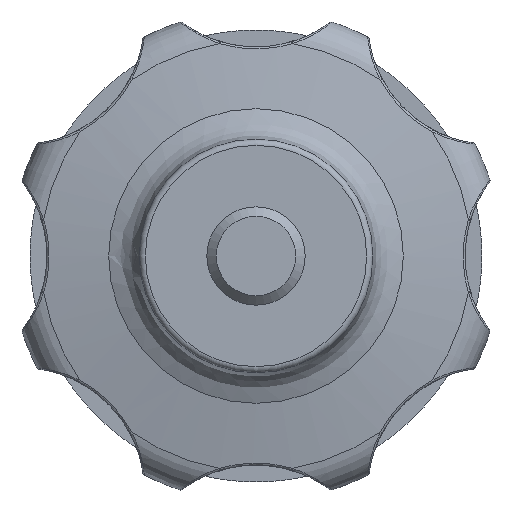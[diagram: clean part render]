
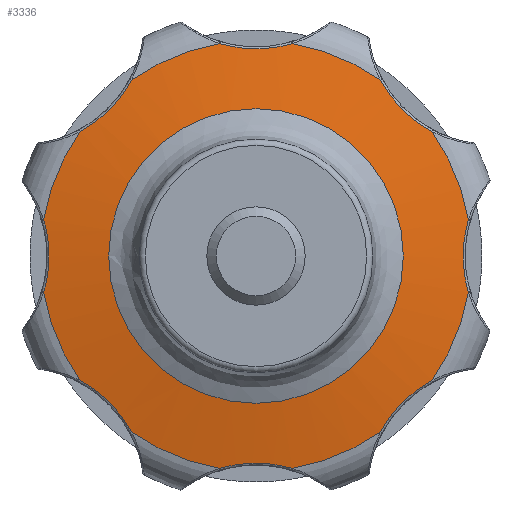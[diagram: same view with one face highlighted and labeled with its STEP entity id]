
A CAD part, front view. The second image highlights one B-rep face of the part: STEP entity #3336.
In plain terms, the highlighted conical face has half-angle 80 degrees and reference radius 14.75 mm.
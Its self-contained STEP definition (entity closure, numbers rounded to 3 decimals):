
#211=CARTESIAN_POINT('',(-10.122,11.414,14.301));
#212=VERTEX_POINT('',#211);
#265=CARTESIAN_POINT('',(-14.301,11.414,10.122));
#266=VERTEX_POINT('',#265);
#274=CARTESIAN_POINT('',(-14.301,11.414,10.122));
#275=CARTESIAN_POINT('',(-12.552,11.258,11.062));
#276=CARTESIAN_POINT('',(-11.062,11.258,12.552));
#277=CARTESIAN_POINT('',(-10.122,11.414,14.301));
#278=B_SPLINE_CURVE_WITH_KNOTS('',3,(#274,#275,#276,#277),.UNSPECIFIED.,.F.,.U.,(4,4),(-0.597,0.),.UNSPECIFIED.);
#279=EDGE_CURVE('',#266,#212,#278,.T.);
#926=CARTESIAN_POINT('',(-17.27,11.414,2.955));
#927=VERTEX_POINT('',#926);
#980=CARTESIAN_POINT('',(-17.27,11.414,-2.955));
#981=VERTEX_POINT('',#980);
#989=CARTESIAN_POINT('',(-17.27,11.414,-2.955));
#990=CARTESIAN_POINT('',(-16.697,11.258,-1.053));
#991=CARTESIAN_POINT('',(-16.697,11.258,1.053));
#992=CARTESIAN_POINT('',(-17.27,11.414,2.955));
#993=B_SPLINE_CURVE_WITH_KNOTS('',3,(#989,#990,#991,#992),.UNSPECIFIED.,.F.,.U.,(4,4),(-0.597,0.0),.UNSPECIFIED.);
#994=EDGE_CURVE('',#981,#927,#993,.T.);
#1326=CARTESIAN_POINT('',(-14.301,11.414,-10.122));
#1327=VERTEX_POINT('',#1326);
#1382=CARTESIAN_POINT('',(-10.122,11.414,-14.301));
#1383=VERTEX_POINT('',#1382);
#1391=CARTESIAN_POINT('',(-10.122,11.414,-14.301));
#1392=CARTESIAN_POINT('',(-11.062,11.258,-12.552));
#1393=CARTESIAN_POINT('',(-12.552,11.258,-11.062));
#1394=CARTESIAN_POINT('',(-14.301,11.414,-10.122));
#1395=B_SPLINE_CURVE_WITH_KNOTS('',3,(#1391,#1392,#1393,#1394),.UNSPECIFIED.,.F.,.U.,(4,4),(-0.597,0.),.UNSPECIFIED.);
#1396=EDGE_CURVE('',#1383,#1327,#1395,.T.);
#1724=CARTESIAN_POINT('',(-2.955,11.414,-17.27));
#1725=VERTEX_POINT('',#1724);
#1780=CARTESIAN_POINT('',(2.955,11.414,-17.27));
#1781=VERTEX_POINT('',#1780);
#1789=CARTESIAN_POINT('',(2.955,11.414,-17.27));
#1790=CARTESIAN_POINT('',(1.053,11.258,-16.697));
#1791=CARTESIAN_POINT('',(-1.053,11.258,-16.697));
#1792=CARTESIAN_POINT('',(-2.955,11.414,-17.27));
#1793=B_SPLINE_CURVE_WITH_KNOTS('',3,(#1789,#1790,#1791,#1792),.UNSPECIFIED.,.F.,.U.,(4,4),(-0.597,0.0),.UNSPECIFIED.);
#1794=EDGE_CURVE('',#1781,#1725,#1793,.T.);
#2115=CARTESIAN_POINT('',(10.122,11.414,-14.301));
#2116=VERTEX_POINT('',#2115);
#2171=CARTESIAN_POINT('',(14.301,11.414,-10.122));
#2172=VERTEX_POINT('',#2171);
#2180=CARTESIAN_POINT('',(14.301,11.414,-10.122));
#2181=CARTESIAN_POINT('',(12.552,11.258,-11.062));
#2182=CARTESIAN_POINT('',(11.062,11.258,-12.552));
#2183=CARTESIAN_POINT('',(10.122,11.414,-14.301));
#2184=B_SPLINE_CURVE_WITH_KNOTS('',3,(#2180,#2181,#2182,#2183),.UNSPECIFIED.,.F.,.U.,(4,4),(-0.597,0.),.UNSPECIFIED.);
#2185=EDGE_CURVE('',#2172,#2116,#2184,.T.);
#2510=CARTESIAN_POINT('',(17.27,11.414,-2.955));
#2511=VERTEX_POINT('',#2510);
#2566=CARTESIAN_POINT('',(17.27,11.414,2.955));
#2567=VERTEX_POINT('',#2566);
#2575=CARTESIAN_POINT('',(17.27,11.414,2.955));
#2576=CARTESIAN_POINT('',(16.697,11.258,1.053));
#2577=CARTESIAN_POINT('',(16.697,11.258,-1.053));
#2578=CARTESIAN_POINT('',(17.27,11.414,-2.955));
#2579=B_SPLINE_CURVE_WITH_KNOTS('',3,(#2575,#2576,#2577,#2578),.UNSPECIFIED.,.F.,.U.,(4,4),(-0.597,0.0),.UNSPECIFIED.);
#2580=EDGE_CURVE('',#2567,#2511,#2579,.T.);
#2901=CARTESIAN_POINT('',(14.301,11.414,10.122));
#2902=VERTEX_POINT('',#2901);
#2957=CARTESIAN_POINT('',(10.122,11.414,14.301));
#2958=VERTEX_POINT('',#2957);
#2966=CARTESIAN_POINT('',(10.122,11.414,14.301));
#2967=CARTESIAN_POINT('',(11.062,11.258,12.552));
#2968=CARTESIAN_POINT('',(12.552,11.258,11.062));
#2969=CARTESIAN_POINT('',(14.301,11.414,10.122));
#2970=B_SPLINE_CURVE_WITH_KNOTS('',3,(#2966,#2967,#2968,#2969),.UNSPECIFIED.,.F.,.U.,(4,4),(-0.597,0.),.UNSPECIFIED.);
#2971=EDGE_CURVE('',#2958,#2902,#2970,.T.);
#3244=CARTESIAN_POINT('',(0.0,10.926,0.0));
#3245=DIRECTION('',(0.0,1.0,0.0));
#3246=DIRECTION('',(-1.0,0.0,0.0));
#3247=AXIS2_PLACEMENT_3D('',#3244,#3245,#3246);
#3248=CONICAL_SURFACE('',#3247,14.75,80.);
#3249=ORIENTED_EDGE('',*,*,#279,.F.);
#3250=CARTESIAN_POINT('',(0.0,11.414,0.));
#3251=DIRECTION('',(0.0,1.0,0.0));
#3252=DIRECTION('',(1.0,0.0,0.0));
#3253=AXIS2_PLACEMENT_3D('',#3250,#3251,#3252);
#3254=CIRCLE('',#3253,17.521);
#3255=EDGE_CURVE('',#927,#266,#3254,.T.);
#3256=ORIENTED_EDGE('',*,*,#3255,.F.);
#3257=ORIENTED_EDGE('',*,*,#994,.F.);
#3258=CARTESIAN_POINT('',(0.0,11.414,0.));
#3259=DIRECTION('',(0.0,1.0,0.0));
#3260=DIRECTION('',(1.0,0.0,0.0));
#3261=AXIS2_PLACEMENT_3D('',#3258,#3259,#3260);
#3262=CIRCLE('',#3261,17.521);
#3263=EDGE_CURVE('',#1327,#981,#3262,.T.);
#3264=ORIENTED_EDGE('',*,*,#3263,.F.);
#3265=ORIENTED_EDGE('',*,*,#1396,.F.);
#3266=CARTESIAN_POINT('',(0.0,11.414,0.));
#3267=DIRECTION('',(0.0,1.0,0.0));
#3268=DIRECTION('',(1.0,0.0,0.0));
#3269=AXIS2_PLACEMENT_3D('',#3266,#3267,#3268);
#3270=CIRCLE('',#3269,17.521);
#3271=EDGE_CURVE('',#1725,#1383,#3270,.T.);
#3272=ORIENTED_EDGE('',*,*,#3271,.F.);
#3273=ORIENTED_EDGE('',*,*,#1794,.F.);
#3274=CARTESIAN_POINT('',(0.0,11.414,0.));
#3275=DIRECTION('',(0.0,1.0,0.0));
#3276=DIRECTION('',(1.0,0.0,0.0));
#3277=AXIS2_PLACEMENT_3D('',#3274,#3275,#3276);
#3278=CIRCLE('',#3277,17.521);
#3279=EDGE_CURVE('',#2116,#1781,#3278,.T.);
#3280=ORIENTED_EDGE('',*,*,#3279,.F.);
#3281=ORIENTED_EDGE('',*,*,#2185,.F.);
#3282=CARTESIAN_POINT('',(0.0,11.414,0.));
#3283=DIRECTION('',(0.0,1.0,0.0));
#3284=DIRECTION('',(1.0,0.0,0.0));
#3285=AXIS2_PLACEMENT_3D('',#3282,#3283,#3284);
#3286=CIRCLE('',#3285,17.521);
#3287=EDGE_CURVE('',#2511,#2172,#3286,.T.);
#3288=ORIENTED_EDGE('',*,*,#3287,.F.);
#3289=ORIENTED_EDGE('',*,*,#2580,.F.);
#3290=CARTESIAN_POINT('',(0.0,11.414,0.));
#3291=DIRECTION('',(0.0,1.0,0.0));
#3292=DIRECTION('',(1.0,0.0,0.0));
#3293=AXIS2_PLACEMENT_3D('',#3290,#3291,#3292);
#3294=CIRCLE('',#3293,17.521);
#3295=EDGE_CURVE('',#2902,#2567,#3294,.T.);
#3296=ORIENTED_EDGE('',*,*,#3295,.F.);
#3297=ORIENTED_EDGE('',*,*,#2971,.F.);
#3298=CARTESIAN_POINT('',(2.955,11.414,17.27));
#3299=VERTEX_POINT('',#3298);
#3300=CARTESIAN_POINT('',(0.0,11.414,0.));
#3301=DIRECTION('',(0.0,1.0,0.0));
#3302=DIRECTION('',(1.0,0.0,0.0));
#3303=AXIS2_PLACEMENT_3D('',#3300,#3301,#3302);
#3304=CIRCLE('',#3303,17.521);
#3305=EDGE_CURVE('',#3299,#2958,#3304,.T.);
#3306=ORIENTED_EDGE('',*,*,#3305,.F.);
#3307=CARTESIAN_POINT('',(-2.955,11.414,17.27));
#3308=VERTEX_POINT('',#3307);
#3309=CARTESIAN_POINT('',(-2.955,11.414,17.27));
#3310=CARTESIAN_POINT('',(-1.053,11.258,16.697));
#3311=CARTESIAN_POINT('',(1.053,11.258,16.697));
#3312=CARTESIAN_POINT('',(2.955,11.414,17.27));
#3313=B_SPLINE_CURVE_WITH_KNOTS('',3,(#3309,#3310,#3311,#3312),.UNSPECIFIED.,.F.,.U.,(4,4),(-0.597,0.0),.UNSPECIFIED.);
#3314=EDGE_CURVE('',#3308,#3299,#3313,.T.);
#3315=ORIENTED_EDGE('',*,*,#3314,.F.);
#3316=CARTESIAN_POINT('',(0.0,11.414,0.));
#3317=DIRECTION('',(0.0,1.0,0.0));
#3318=DIRECTION('',(1.0,0.0,0.0));
#3319=AXIS2_PLACEMENT_3D('',#3316,#3317,#3318);
#3320=CIRCLE('',#3319,17.521);
#3321=EDGE_CURVE('',#212,#3308,#3320,.T.);
#3322=ORIENTED_EDGE('',*,*,#3321,.F.);
#3323=EDGE_LOOP('',(#3249,#3256,#3257,#3264,#3265,#3272,#3273,#3280,#3281,#3288,#3289,#3296,#3297,#3306,#3315,#3322));
#3324=FACE_OUTER_BOUND('',#3323,.T.);
#3325=CARTESIAN_POINT('',(-11.979,10.437,0.));
#3326=VERTEX_POINT('',#3325);
#3327=CARTESIAN_POINT('',(0.0,10.437,0.));
#3328=DIRECTION('',(0.0,-1.0,0.0));
#3329=DIRECTION('',(1.0,0.0,0.0));
#3330=AXIS2_PLACEMENT_3D('',#3327,#3328,#3329);
#3331=CIRCLE('',#3330,11.979);
#3332=EDGE_CURVE('',#3326,#3326,#3331,.T.);
#3333=ORIENTED_EDGE('',*,*,#3332,.F.);
#3334=EDGE_LOOP('',(#3333));
#3335=FACE_BOUND('',#3334,.T.);
#3336=ADVANCED_FACE('',(#3324,#3335),#3248,.T.);
